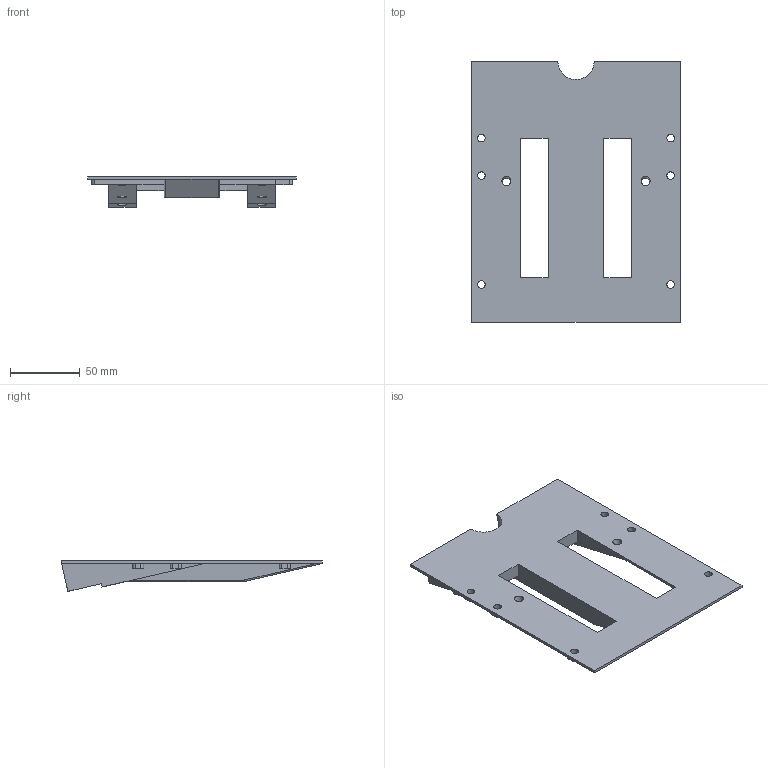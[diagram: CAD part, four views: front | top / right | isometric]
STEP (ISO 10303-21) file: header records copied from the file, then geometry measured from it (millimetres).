
FILE_DESCRIPTION(/* description */ (''),/* implementation_level */ '2;1');
FILE_NAME(/* name */ 'FDM_OH1WW-01 - UFC Mount.step',/* time_stamp */ '2024-09-17T00:25:43+02:00',/* author */ (''),/* organization */ (''),/* preprocessor_version */ 'ST-DEVELOPER v20',/* originating_system */ 'Autodesk Translation Framework v13.14.0.145',/* authorisation */ '');
FILE_SCHEMA (('AUTOMOTIVE_DESIGN { 1 0 10303 214 3 1 1 }'));
Length unit declared in the file: millimetre
Products named in the file (1): FDM_OH1WW-01 - UFC Mount
Bounding box: 150 x 187.5 x 22.03 mm (x, y, z)
Volume: 189085.5 mm3; surface area: 60969.6 mm2
Topology: 1 solids, 1 shells, 106 faces, 287 edges, 185 vertices
Faces by surface type: plane 61, cylinder 39, sphere 4, bspline 2
Full cylindrical faces by diameter (mm): 5.5 x6, 6.5 x6
Entity records: 3444 total; most frequent: CARTESIAN_POINT 637, DIRECTION 577, ORIENTED_EDGE 574, EDGE_CURVE 287, LINE 207, VECTOR 207, VERTEX_POINT 185, AXIS2_PLACEMENT_3D 185
